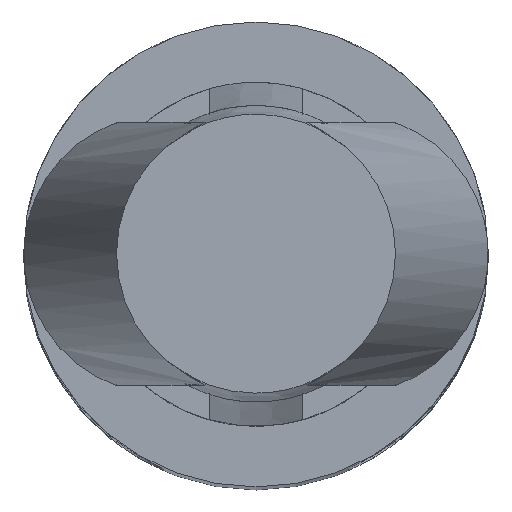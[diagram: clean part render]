
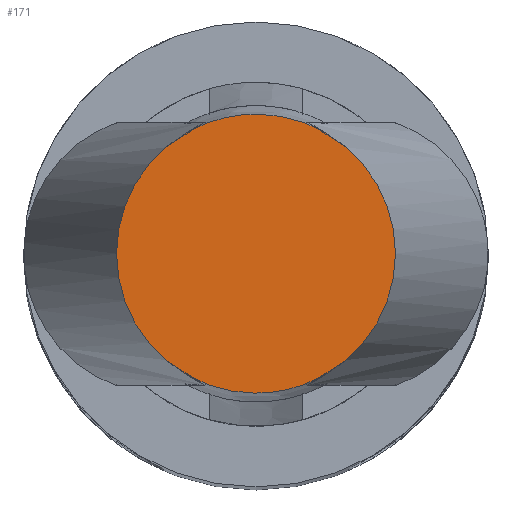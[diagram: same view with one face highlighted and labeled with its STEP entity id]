
A CAD part, top view. The second image highlights one B-rep face of the part: STEP entity #171.
In plain terms, the highlighted planar face has unit normal (0, 0, 1).
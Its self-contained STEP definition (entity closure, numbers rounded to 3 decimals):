
#171 = ADVANCED_FACE( '', ( #378 ), #379, .T. );
#378 = FACE_OUTER_BOUND( '', #703, .T. );
#379 = PLANE( '', #704 );
#703 = EDGE_LOOP( '', ( #1169, #1170, #1171, #1172, #1173, #1174, #1175, #1176 ) );
#704 = AXIS2_PLACEMENT_3D( '', #1177, #1178, #1179 );
#1169 = ORIENTED_EDGE( '', *, *, #1662, .F. );
#1170 = ORIENTED_EDGE( '', *, *, #1663, .T. );
#1171 = ORIENTED_EDGE( '', *, *, #1664, .F. );
#1172 = ORIENTED_EDGE( '', *, *, #1665, .F. );
#1173 = ORIENTED_EDGE( '', *, *, #1580, .F. );
#1174 = ORIENTED_EDGE( '', *, *, #1579, .T. );
#1175 = ORIENTED_EDGE( '', *, *, #1578, .F. );
#1176 = ORIENTED_EDGE( '', *, *, #1595, .T. );
#1177 = CARTESIAN_POINT( '', ( 0., 0., 14.4 ) );
#1178 = DIRECTION( '', ( 0., 0., 1. ) );
#1179 = DIRECTION( '', ( 1., 0., 0. ) );
#1578 = EDGE_CURVE( '', #1903, #1905, #1906, .T. );
#1579 = EDGE_CURVE( '', #1907, #1905, #1908, .T. );
#1580 = EDGE_CURVE( '', #1907, #1909, #1910, .T. );
#1595 = EDGE_CURVE( '', #1903, #1934, #1936, .F. );
#1662 = EDGE_CURVE( '', #2034, #1934, #2035, .T. );
#1663 = EDGE_CURVE( '', #2034, #2036, #2037, .T. );
#1664 = EDGE_CURVE( '', #2038, #2036, #2039, .T. );
#1665 = EDGE_CURVE( '', #1909, #2038, #2040, .T. );
#1903 = VERTEX_POINT( '', #2393 );
#1905 = VERTEX_POINT( '', #2401 );
#1906 = CIRCLE( '', #2402, 1.5 );
#1907 = VERTEX_POINT( '', #2403 );
#1908 = B_SPLINE_CURVE_WITH_KNOTS( '', 2, ( #2404, #2405, #2406, #2407, #2408 ), .UNSPECIFIED., .F., .F., ( 3, 2, 3 ), ( 0., 0.5, 1. ), .UNSPECIFIED. );
#1909 = VERTEX_POINT( '', #2409 );
#1910 = CIRCLE( '', #2410, 1.5 );
#1934 = VERTEX_POINT( '', #2447 );
#1936 = CIRCLE( '', #2455, 1.5 );
#2034 = VERTEX_POINT( '', #2631 );
#2035 = CIRCLE( '', #2632, 1.5 );
#2036 = VERTEX_POINT( '', #2633 );
#2037 = B_SPLINE_CURVE_WITH_KNOTS( '', 2, ( #2634, #2635, #2636, #2637, #2638 ), .UNSPECIFIED., .F., .F., ( 3, 2, 3 ), ( 0., 0.5, 1. ), .UNSPECIFIED. );
#2038 = VERTEX_POINT( '', #2639 );
#2039 = CIRCLE( '', #2640, 1.5 );
#2040 = CIRCLE( '', #2641, 1.5 );
#2393 = CARTESIAN_POINT( '', ( -0.525, 1.405, 14.4 ) );
#2401 = CARTESIAN_POINT( '', ( -0.5, 1.414, 14.4 ) );
#2402 = AXIS2_PLACEMENT_3D( '', #2852, #2853, #2854 );
#2403 = CARTESIAN_POINT( '', ( 0.5, 1.414, 14.4 ) );
#2404 = CARTESIAN_POINT( '', ( 0.5, 1.414, 14.4 ) );
#2405 = CARTESIAN_POINT( '', ( 0.258, 1.5, 14.4 ) );
#2406 = CARTESIAN_POINT( '', ( 0., 1.5, 14.4 ) );
#2407 = CARTESIAN_POINT( '', ( -0.257, 1.5, 14.4 ) );
#2408 = CARTESIAN_POINT( '', ( -0.5, 1.414, 14.4 ) );
#2409 = CARTESIAN_POINT( '', ( 0.525, 1.405, 14.4 ) );
#2410 = AXIS2_PLACEMENT_3D( '', #2855, #2856, #2857 );
#2447 = CARTESIAN_POINT( '', ( -0.525, -1.405, 14.4 ) );
#2455 = AXIS2_PLACEMENT_3D( '', #2874, #2875, #2876 );
#2631 = CARTESIAN_POINT( '', ( -0.5, -1.414, 14.4 ) );
#2632 = AXIS2_PLACEMENT_3D( '', #2947, #2948, #2949 );
#2633 = CARTESIAN_POINT( '', ( 0.5, -1.414, 14.4 ) );
#2634 = CARTESIAN_POINT( '', ( -0.5, -1.414, 14.4 ) );
#2635 = CARTESIAN_POINT( '', ( -0.258, -1.5, 14.4 ) );
#2636 = CARTESIAN_POINT( '', ( 0., -1.5, 14.4 ) );
#2637 = CARTESIAN_POINT( '', ( 0.257, -1.5, 14.4 ) );
#2638 = CARTESIAN_POINT( '', ( 0.5, -1.414, 14.4 ) );
#2639 = CARTESIAN_POINT( '', ( 0.525, -1.405, 14.4 ) );
#2640 = AXIS2_PLACEMENT_3D( '', #2950, #2951, #2952 );
#2641 = AXIS2_PLACEMENT_3D( '', #2953, #2954, #2955 );
#2852 = CARTESIAN_POINT( '', ( 0., 0., 14.4 ) );
#2853 = DIRECTION( '', ( 0., 0., -1. ) );
#2854 = DIRECTION( '', ( 0., 1., 0. ) );
#2855 = CARTESIAN_POINT( '', ( 0., 0., 14.4 ) );
#2856 = DIRECTION( '', ( 0., 0., -1. ) );
#2857 = DIRECTION( '', ( 0., 1., 0. ) );
#2874 = CARTESIAN_POINT( '', ( 0., 0., 14.4 ) );
#2875 = DIRECTION( '', ( 0., 0., -1. ) );
#2876 = DIRECTION( '', ( 1., 0., 0. ) );
#2947 = CARTESIAN_POINT( '', ( 0., 0., 14.4 ) );
#2948 = DIRECTION( '', ( 0., 0., -1. ) );
#2949 = DIRECTION( '', ( 0., 1., 0. ) );
#2950 = CARTESIAN_POINT( '', ( 0., 0., 14.4 ) );
#2951 = DIRECTION( '', ( 0., 0., -1. ) );
#2952 = DIRECTION( '', ( 0., 1., 0. ) );
#2953 = CARTESIAN_POINT( '', ( 0., 0., 14.4 ) );
#2954 = DIRECTION( '', ( 0., 0., -1. ) );
#2955 = DIRECTION( '', ( 0., 1., 0. ) );
